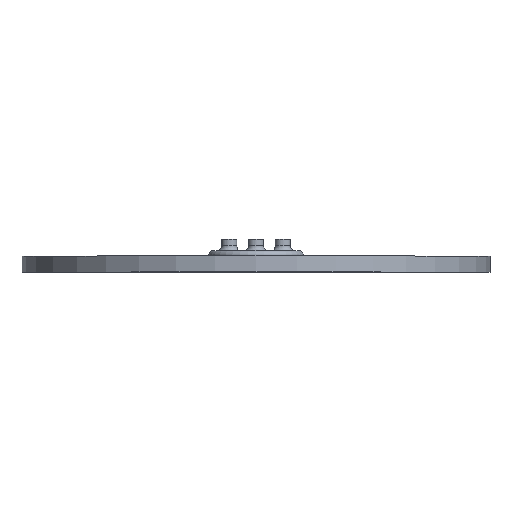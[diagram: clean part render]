
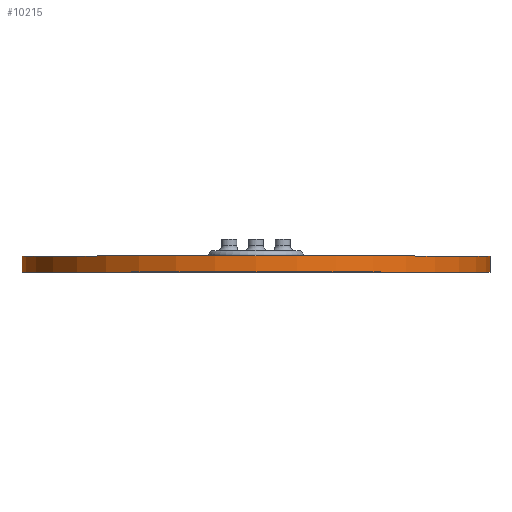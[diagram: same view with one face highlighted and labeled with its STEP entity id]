
A CAD part, top view. The second image highlights one B-rep face of the part: STEP entity #10215.
In plain terms, the highlighted cylindrical face has radius 99.161 mm (diameter 198.322 mm), a full revolution.
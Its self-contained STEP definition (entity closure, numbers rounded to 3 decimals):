
#820=LINE('',#17619,#1586);
#1586=VECTOR('',#13795,99.161);
#1921=CYLINDRICAL_SURFACE('',#11315,99.161);
#2397=FACE_OUTER_BOUND('',#2995,.T.);
#2995=EDGE_LOOP('',(#8251,#8252,#8253,#8254));
#3656=CIRCLE('',#10995,99.161);
#3925=CIRCLE('',#11316,99.161);
#4582=VERTEX_POINT('',#16544);
#5003=VERTEX_POINT('',#17617);
#5738=EDGE_CURVE('',#4582,#4582,#3656,.T.);
#6266=EDGE_CURVE('',#5003,#5003,#3925,.T.);
#6267=EDGE_CURVE('',#5003,#4582,#820,.T.);
#8251=ORIENTED_EDGE('',*,*,#6266,.T.);
#8252=ORIENTED_EDGE('',*,*,#6267,.T.);
#8253=ORIENTED_EDGE('',*,*,#5738,.T.);
#8254=ORIENTED_EDGE('',*,*,#6267,.F.);
#10215=ADVANCED_FACE('',(#2397),#1921,.T.);
#10995=AXIS2_PLACEMENT_3D('',#16545,#12910,#12911);
#11315=AXIS2_PLACEMENT_3D('',#17616,#13791,#13792);
#11316=AXIS2_PLACEMENT_3D('',#17618,#13793,#13794);
#12910=DIRECTION('center_axis',(0.,1.,0.));
#12911=DIRECTION('ref_axis',(-1.,0.,0.));
#13791=DIRECTION('center_axis',(0.,1.,0.));
#13792=DIRECTION('ref_axis',(-1.,0.,0.));
#13793=DIRECTION('center_axis',(0.,-1.,0.));
#13794=DIRECTION('ref_axis',(1.,0.,0.));
#13795=DIRECTION('',(0.,-1.,0.));
#16544=CARTESIAN_POINT('',(99.161,0.,0.));
#16545=CARTESIAN_POINT('Origin',(0.,0.,0.));
#17616=CARTESIAN_POINT('Origin',(0.,0.,0.));
#17617=CARTESIAN_POINT('',(99.161,6.8,0.));
#17618=CARTESIAN_POINT('Origin',(0.,6.8,0.));
#17619=CARTESIAN_POINT('',(99.161,0.,0.));
